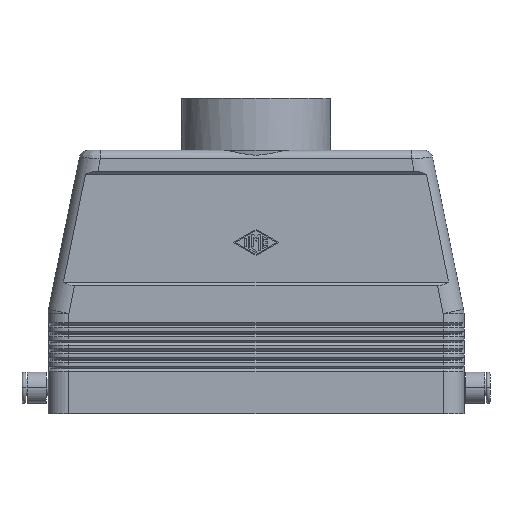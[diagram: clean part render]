
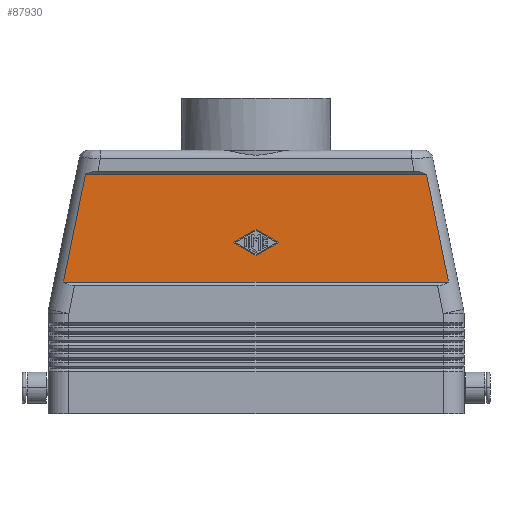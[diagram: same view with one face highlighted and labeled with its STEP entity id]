
A CAD part, front view. The second image highlights one B-rep face of the part: STEP entity #87930.
In plain terms, the highlighted planar face has unit normal (0, -1, 0).
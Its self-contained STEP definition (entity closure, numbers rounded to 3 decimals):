
#5690=CARTESIAN_POINT('',(55.525,-20.5,38.));
#5700=VERTEX_POINT('',#5690);
#5730=CARTESIAN_POINT('',(48.136,-20.5,74.164));
#5740=DIRECTION('',(0.2,0.,-0.98));
#5750=VECTOR('',#5740,1.);
#5760=LINE('',#5730,#5750);
#5770=CARTESIAN_POINT('',(49.191,-20.5,69.));
#5780=VERTEX_POINT('',#5770);
#5790=EDGE_CURVE('',#5780,#5700,#5760,.T.);
#8500=CARTESIAN_POINT('',(-49.191,-20.5,69.));
#8510=VERTEX_POINT('',#8500);
#8540=CARTESIAN_POINT('',(-57.25,-20.5,29.557));
#8550=DIRECTION('',(0.2,0.,0.98));
#8560=VECTOR('',#8550,1.);
#8570=LINE('',#8540,#8560);
#8580=CARTESIAN_POINT('',(-55.525,-20.5,38.));
#8590=VERTEX_POINT('',#8580);
#8600=EDGE_CURVE('',#8590,#8510,#8570,.T.);
#68000=CARTESIAN_POINT('',(0.,-20.5,45.651))
;
#68010=VERTEX_POINT('',#68000);
#68090=CARTESIAN_POINT('',(6.5,-20.5,49.4));
#68100=VERTEX_POINT('',#68090);
#68130=CARTESIAN_POINT('',(0.,-20.5,45.651));
#68140=DIRECTION('',(-0.866,0.,-0.5));
#68150=VECTOR('',#68140,1.);
#68160=LINE('',#68130,#68150);
#68170=EDGE_CURVE('',#68100,#68010,#68160,.T.);
#87470=CARTESIAN_POINT('',(-66.63,-20.5,72.1));
#87480=DIRECTION('',(-0.,-1.,-0.));
#87490=DIRECTION('',(-1.,0.,0.));
#87500=AXIS2_PLACEMENT_3D('',#87470,#87480,#87490);
#87510=PLANE('',#87500);
#87520=CARTESIAN_POINT('',(0.,-20.5,38.));
#87530=DIRECTION('',(1.,0.,0.));
#87540=VECTOR('',#87530,1.);
#87550=LINE('',#87520,#87540);
#87560=EDGE_CURVE('',#8590,#5700,#87550,.T.);
#87570=ORIENTED_EDGE('',*,*,#87560,.T.);
#87580=ORIENTED_EDGE('',*,*,#8600,.F.);
#87590=CARTESIAN_POINT('',(0.,-20.5,69.));
#87600=DIRECTION('',(1.,0.,0.));
#87610=VECTOR('',#87600,1.);
#87620=LINE('',#87590,#87610);
#87630=EDGE_CURVE('',#8510,#5780,#87620,.T.);
#87640=ORIENTED_EDGE('',*,*,#87630,.F.);
#87650=ORIENTED_EDGE('',*,*,#5790,.F.);
#87660=EDGE_LOOP('',(#87650,#87640,#87580,#87570));
#87670=FACE_OUTER_BOUND('',#87660,.T.);
#87680=ORIENTED_EDGE('',*,*,#68170,.T.);
#87690=CARTESIAN_POINT('',(0.,-20.5,53.149));
#87700=DIRECTION('',(0.866,0.,-0.5));
#87710=VECTOR('',#87700,1.);
#87720=LINE('',#87690,#87710);
#87730=CARTESIAN_POINT('',(0.,-20.5,53.149))
;
#87740=VERTEX_POINT('',#87730);
#87750=EDGE_CURVE('',#87740,#68100,#87720,.T.);
#87760=ORIENTED_EDGE('',*,*,#87750,.T.);
#87770=CARTESIAN_POINT('',(0.,-20.5,53.149));
#87780=DIRECTION('',(0.866,0.,0.5));
#87790=VECTOR('',#87780,1.);
#87800=LINE('',#87770,#87790);
#87810=CARTESIAN_POINT('',(-6.5,-20.5,49.4));
#87820=VERTEX_POINT('',#87810);
#87830=EDGE_CURVE('',#87820,#87740,#87800,.T.);
#87840=ORIENTED_EDGE('',*,*,#87830,.T.);
#87850=CARTESIAN_POINT('',(0.,-20.5,45.651));
#87860=DIRECTION('',(-0.866,0.,0.5));
#87870=VECTOR('',#87860,1.);
#87880=LINE('',#87850,#87870);
#87890=EDGE_CURVE('',#68010,#87820,#87880,.T.);
#87900=ORIENTED_EDGE('',*,*,#87890,.T.);
#87910=EDGE_LOOP('',(#87900,#87840,#87760,#87680));
#87920=FACE_BOUND('',#87910,.T.);
#87930=ADVANCED_FACE('',(#87670,#87920),#87510,.T.);
